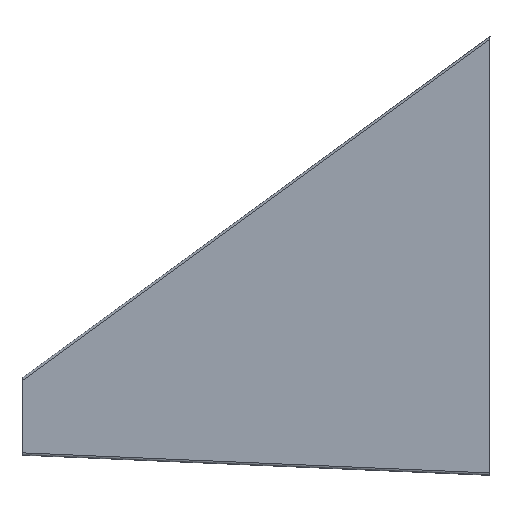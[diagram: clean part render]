
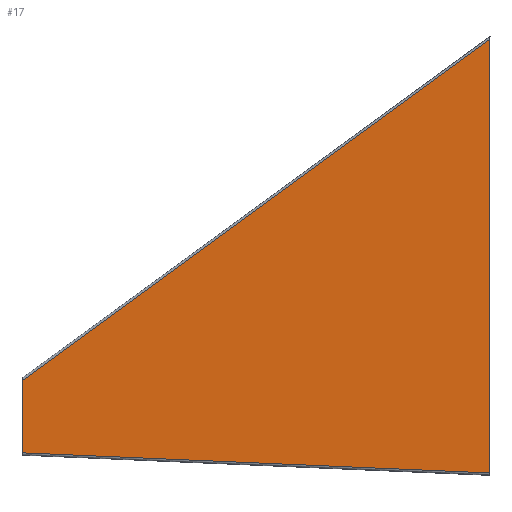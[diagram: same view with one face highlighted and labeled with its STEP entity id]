
A CAD part, top view. The second image highlights one B-rep face of the part: STEP entity #17.
In plain terms, the highlighted planar face has unit normal (-0.057, 0, 0.998).
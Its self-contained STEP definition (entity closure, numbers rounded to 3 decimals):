
#17 = ADVANCED_FACE('',(#18),#32,.F.);
#18 = FACE_BOUND('',#19,.F.);
#19 = EDGE_LOOP('',(#20,#53,#81,#107));
#20 = ORIENTED_EDGE('',*,*,#21,.F.);
#21 = EDGE_CURVE('',#22,#24,#26,.T.);
#22 = VERTEX_POINT('',#23);
#23 = CARTESIAN_POINT('',(40.,29.141,3.302
    ));
#24 = VERTEX_POINT('',#25);
#25 = CARTESIAN_POINT('',(40.,-1.702,3.302)
  );
#26 = SURFACE_CURVE('',#27,(#31,#42),.PCURVE_S1.);
#27 = LINE('',#28,#29);
#28 = CARTESIAN_POINT('',(40.,36.757,3.302));
#29 = VECTOR('',#30,1.);
#30 = DIRECTION('',(0.,-1.,0.));
#31 = PCURVE('',#32,#37);
#32 = PLANE('',#33);
#33 = AXIS2_PLACEMENT_3D('',#34,#35,#36);
#34 = CARTESIAN_POINT('',(163.187,59.814,10.323
    ));
#35 = DIRECTION('',(0.057,0.,
    -0.998));
#36 = DIRECTION('',(-0.998,0.,-0.057));
#37 = DEFINITIONAL_REPRESENTATION('',(#38),#41);
#38 = B_SPLINE_CURVE_WITH_KNOTS('',1,(#39,#40),.UNSPECIFIED.,.F.,.F.,(2,
    2),(-11999976.943,11999976.943),
  .PIECEWISE_BEZIER_KNOTS.);
#39 = CARTESIAN_POINT('',(123.386,11999953.886));
#40 = CARTESIAN_POINT('',(123.386,-12000000.));
#41 = ( GEOMETRIC_REPRESENTATION_CONTEXT(2) 
PARAMETRIC_REPRESENTATION_CONTEXT() REPRESENTATION_CONTEXT('2D SPACE',''
  ) );
#42 = PCURVE('',#43,#48);
#43 = PLANE('',#44);
#44 = AXIS2_PLACEMENT_3D('',#45,#46,#47);
#45 = CARTESIAN_POINT('',(40.,13.7,0.));
#46 = DIRECTION('',(1.,0.,0.));
#47 = DIRECTION('',(0.,0.,1.));
#48 = DEFINITIONAL_REPRESENTATION('',(#49),#52);
#49 = B_SPLINE_CURVE_WITH_KNOTS('',1,(#50,#51),.UNSPECIFIED.,.F.,.F.,(2,
    2),(-11999976.943,11999976.943),
  .PIECEWISE_BEZIER_KNOTS.);
#50 = CARTESIAN_POINT('',(3.302,-12000000.));
#51 = CARTESIAN_POINT('',(3.302,11999953.886));
#52 = ( GEOMETRIC_REPRESENTATION_CONTEXT(2) 
PARAMETRIC_REPRESENTATION_CONTEXT() REPRESENTATION_CONTEXT('2D SPACE',''
  ) );
#53 = ORIENTED_EDGE('',*,*,#54,.F.);
#54 = EDGE_CURVE('',#55,#22,#57,.T.);
#55 = VERTEX_POINT('',#56);
#56 = CARTESIAN_POINT('',(240.,174.941,
    14.702));
#57 = SURFACE_CURVE('',#58,(#62,#69),.PCURVE_S1.);
#58 = LINE('',#59,#60);
#59 = CARTESIAN_POINT('',(239.943,174.9,14.698));
#60 = VECTOR('',#61,1.);
#61 = DIRECTION('',(-0.807,-0.588,-0.046)
  );
#62 = PCURVE('',#32,#63);
#63 = DEFINITIONAL_REPRESENTATION('',(#64),#68);
#64 = LINE('',#65,#66);
#65 = CARTESIAN_POINT('',(-76.881,115.086));
#66 = VECTOR('',#67,1.);
#67 = DIRECTION('',(0.809,-0.588));
#68 = ( GEOMETRIC_REPRESENTATION_CONTEXT(2) 
PARAMETRIC_REPRESENTATION_CONTEXT() REPRESENTATION_CONTEXT('2D SPACE',''
  ) );
#69 = PCURVE('',#70,#75);
#70 = CYLINDRICAL_SURFACE('',#71,1.);
#71 = AXIS2_PLACEMENT_3D('',#72,#73,#74);
#72 = CARTESIAN_POINT('',(240.,174.9,13.7));
#73 = DIRECTION('',(-0.807,-0.588,-0.046));
#74 = DIRECTION('',(0.037,0.027,
    -0.999));
#75 = DEFINITIONAL_REPRESENTATION('',(#76),#80);
#76 = LINE('',#77,#78);
#77 = CARTESIAN_POINT('',(-3.108,0.));
#78 = VECTOR('',#79,1.);
#79 = DIRECTION('',(-0.,1.));
#80 = ( GEOMETRIC_REPRESENTATION_CONTEXT(2) 
PARAMETRIC_REPRESENTATION_CONTEXT() REPRESENTATION_CONTEXT('2D SPACE',''
  ) );
#81 = ORIENTED_EDGE('',*,*,#82,.F.);
#82 = EDGE_CURVE('',#83,#55,#85,.T.);
#83 = VERTEX_POINT('',#84);
#84 = CARTESIAN_POINT('',(240.,-10.302,
    14.702));
#85 = SURFACE_CURVE('',#86,(#90,#96),.PCURVE_S1.);
#86 = LINE('',#87,#88);
#87 = CARTESIAN_POINT('',(240.,71.057,14.702));
#88 = VECTOR('',#89,1.);
#89 = DIRECTION('',(0.,1.,0.));
#90 = PCURVE('',#32,#91);
#91 = DEFINITIONAL_REPRESENTATION('',(#92),#95);
#92 = B_SPLINE_CURVE_WITH_KNOTS('',1,(#93,#94),.UNSPECIFIED.,.F.,.F.,(2,
    2),(-11999988.757,11999988.757),
  .PIECEWISE_BEZIER_KNOTS.);
#93 = CARTESIAN_POINT('',(-76.938,-11999977.514));
#94 = CARTESIAN_POINT('',(-76.938,12000000.));
#95 = ( GEOMETRIC_REPRESENTATION_CONTEXT(2) 
PARAMETRIC_REPRESENTATION_CONTEXT() REPRESENTATION_CONTEXT('2D SPACE',''
  ) );
#96 = PCURVE('',#97,#102);
#97 = PLANE('',#98);
#98 = AXIS2_PLACEMENT_3D('',#99,#100,#101);
#99 = CARTESIAN_POINT('',(240.,82.3,0.));
#100 = DIRECTION('',(-1.,-0.,-0.));
#101 = DIRECTION('',(0.,0.,-1.));
#102 = DEFINITIONAL_REPRESENTATION('',(#103),#106);
#103 = B_SPLINE_CURVE_WITH_KNOTS('',1,(#104,#105),.UNSPECIFIED.,.F.,.F.,
  (2,2),(-11999988.757,11999988.757),
  .PIECEWISE_BEZIER_KNOTS.);
#104 = CARTESIAN_POINT('',(-14.702,12000000.));
#105 = CARTESIAN_POINT('',(-14.702,-11999977.514));
#106 = ( GEOMETRIC_REPRESENTATION_CONTEXT(2) 
PARAMETRIC_REPRESENTATION_CONTEXT() REPRESENTATION_CONTEXT('2D SPACE',''
  ) );
#107 = ORIENTED_EDGE('',*,*,#108,.T.);
#108 = EDGE_CURVE('',#83,#24,#109,.T.);
#109 = SURFACE_CURVE('',#110,(#114,#121),.PCURVE_S1.);
#110 = LINE('',#111,#112);
#111 = CARTESIAN_POINT('',(239.943,-10.3,14.698));
#112 = VECTOR('',#113,1.);
#113 = DIRECTION('',(-0.997,0.043,
    -0.057));
#114 = PCURVE('',#32,#115);
#115 = DEFINITIONAL_REPRESENTATION('',(#116),#120);
#116 = LINE('',#117,#118);
#117 = CARTESIAN_POINT('',(-76.881,-70.114));
#118 = VECTOR('',#119,1.);
#119 = DIRECTION('',(0.999,0.043));
#120 = ( GEOMETRIC_REPRESENTATION_CONTEXT(2) 
PARAMETRIC_REPRESENTATION_CONTEXT() REPRESENTATION_CONTEXT('2D SPACE',''
  ) );
#121 = PCURVE('',#122,#127);
#122 = CYLINDRICAL_SURFACE('',#123,1.);
#123 = AXIS2_PLACEMENT_3D('',#124,#125,#126);
#124 = CARTESIAN_POINT('',(240.,-10.3,13.7));
#125 = DIRECTION('',(-0.997,0.043,
    -0.057));
#126 = DIRECTION('',(0.043,0.999,0.002)
  );
#127 = DEFINITIONAL_REPRESENTATION('',(#128),#132);
#128 = LINE('',#129,#130);
#129 = CARTESIAN_POINT('',(-1.571,0.));
#130 = VECTOR('',#131,1.);
#131 = DIRECTION('',(-0.,1.));
#132 = ( GEOMETRIC_REPRESENTATION_CONTEXT(2) 
PARAMETRIC_REPRESENTATION_CONTEXT() REPRESENTATION_CONTEXT('2D SPACE',''
  ) );
